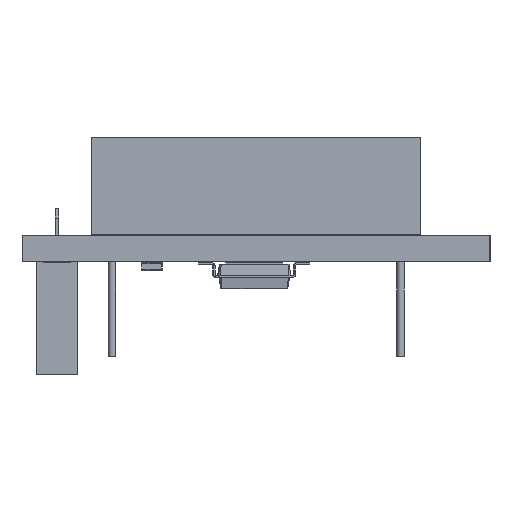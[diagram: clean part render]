
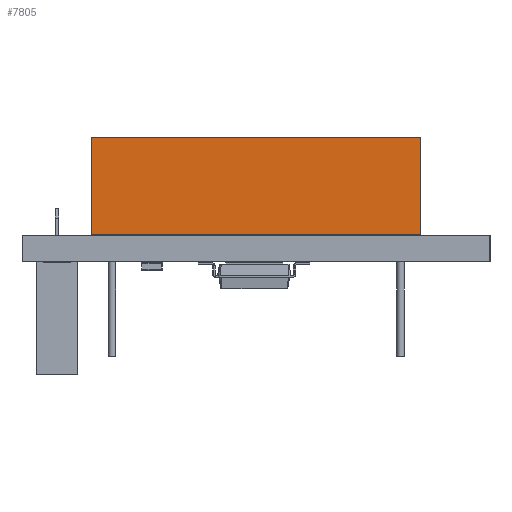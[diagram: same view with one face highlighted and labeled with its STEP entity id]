
A CAD part, left-side view. The second image highlights one B-rep face of the part: STEP entity #7805.
In plain terms, the highlighted face is planar.
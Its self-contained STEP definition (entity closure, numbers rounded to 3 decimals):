
#154 = PLANE('',#155);
#155 = AXIS2_PLACEMENT_3D('',#156,#157,#158);
#156 = CARTESIAN_POINT('',(0.,5.9,0.));
#157 = DIRECTION('',(0.,1.,0.));
#158 = DIRECTION('',(0.,-0.,1.));
#6238 = PLANE('',#6239);
#6239 = AXIS2_PLACEMENT_3D('',#6240,#6241,#6242);
#6240 = CARTESIAN_POINT('',(0.,0.,0.));
#6241 = DIRECTION('',(0.,1.,0.));
#6242 = DIRECTION('',(1.,0.,0.));
#7669 = PLANE('',#7670);
#7670 = AXIS2_PLACEMENT_3D('',#7671,#7672,#7673);
#7671 = CARTESIAN_POINT('',(-10.,0.,-10.));
#7672 = DIRECTION('',(-1.,0.,0.));
#7673 = DIRECTION('',(0.,0.,1.));
#7718 = PLANE('',#7719);
#7719 = AXIS2_PLACEMENT_3D('',#7720,#7721,#7722);
#7720 = CARTESIAN_POINT('',(10.,0.,10.));
#7721 = DIRECTION('',(1.,0.,0.));
#7722 = DIRECTION('',(0.,0.,-1.));
#7734 = VERTEX_POINT('',#7735);
#7735 = CARTESIAN_POINT('',(10.,0.,10.));
#7758 = VERTEX_POINT('',#7759);
#7759 = CARTESIAN_POINT('',(10.,5.9,10.));
#7780 = EDGE_CURVE('',#7734,#7758,#7781,.T.);
#7781 = SURFACE_CURVE('',#7782,(#7786,#7793),.PCURVE_S1.);
#7782 = LINE('',#7783,#7784);
#7783 = CARTESIAN_POINT('',(10.,0.,10.));
#7784 = VECTOR('',#7785,1.);
#7785 = DIRECTION('',(0.,1.,0.));
#7786 = PCURVE('',#7718,#7787);
#7787 = DEFINITIONAL_REPRESENTATION('',(#7788),#7792);
#7788 = LINE('',#7789,#7790);
#7789 = CARTESIAN_POINT('',(0.,0.));
#7790 = VECTOR('',#7791,1.);
#7791 = DIRECTION('',(0.,1.));
#7792 = ( GEOMETRIC_REPRESENTATION_CONTEXT(2) 
PARAMETRIC_REPRESENTATION_CONTEXT() REPRESENTATION_CONTEXT('2D SPACE',''
  ) );
#7793 = PCURVE('',#7794,#7799);
#7794 = PLANE('',#7795);
#7795 = AXIS2_PLACEMENT_3D('',#7796,#7797,#7798);
#7796 = CARTESIAN_POINT('',(-10.,0.,10.));
#7797 = DIRECTION('',(0.,0.,1.));
#7798 = DIRECTION('',(1.,0.,-0.));
#7799 = DEFINITIONAL_REPRESENTATION('',(#7800),#7804);
#7800 = LINE('',#7801,#7802);
#7801 = CARTESIAN_POINT('',(20.,0.));
#7802 = VECTOR('',#7803,1.);
#7803 = DIRECTION('',(0.,1.));
#7804 = ( GEOMETRIC_REPRESENTATION_CONTEXT(2) 
PARAMETRIC_REPRESENTATION_CONTEXT() REPRESENTATION_CONTEXT('2D SPACE',''
  ) );
#7805 = ADVANCED_FACE('',(#7806),#7794,.T.);
#7806 = FACE_BOUND('',#7807,.T.);
#7807 = EDGE_LOOP('',(#7808,#7831,#7832,#7855));
#7808 = ORIENTED_EDGE('',*,*,#7809,.F.);
#7809 = EDGE_CURVE('',#7734,#7810,#7812,.T.);
#7810 = VERTEX_POINT('',#7811);
#7811 = CARTESIAN_POINT('',(-10.,0.,10.));
#7812 = SURFACE_CURVE('',#7813,(#7817,#7824),.PCURVE_S1.);
#7813 = LINE('',#7814,#7815);
#7814 = CARTESIAN_POINT('',(-7.5,0.,10.));
#7815 = VECTOR('',#7816,1.);
#7816 = DIRECTION('',(-1.,0.,0.));
#7817 = PCURVE('',#7794,#7818);
#7818 = DEFINITIONAL_REPRESENTATION('',(#7819),#7823);
#7819 = LINE('',#7820,#7821);
#7820 = CARTESIAN_POINT('',(2.5,0.));
#7821 = VECTOR('',#7822,1.);
#7822 = DIRECTION('',(-1.,0.));
#7823 = ( GEOMETRIC_REPRESENTATION_CONTEXT(2) 
PARAMETRIC_REPRESENTATION_CONTEXT() REPRESENTATION_CONTEXT('2D SPACE',''
  ) );
#7824 = PCURVE('',#6238,#7825);
#7825 = DEFINITIONAL_REPRESENTATION('',(#7826),#7830);
#7826 = LINE('',#7827,#7828);
#7827 = CARTESIAN_POINT('',(-7.5,-10.));
#7828 = VECTOR('',#7829,1.);
#7829 = DIRECTION('',(-1.,0.));
#7830 = ( GEOMETRIC_REPRESENTATION_CONTEXT(2) 
PARAMETRIC_REPRESENTATION_CONTEXT() REPRESENTATION_CONTEXT('2D SPACE',''
  ) );
#7831 = ORIENTED_EDGE('',*,*,#7780,.T.);
#7832 = ORIENTED_EDGE('',*,*,#7833,.F.);
#7833 = EDGE_CURVE('',#7834,#7758,#7836,.T.);
#7834 = VERTEX_POINT('',#7835);
#7835 = CARTESIAN_POINT('',(-10.,5.9,10.));
#7836 = SURFACE_CURVE('',#7837,(#7841,#7848),.PCURVE_S1.);
#7837 = LINE('',#7838,#7839);
#7838 = CARTESIAN_POINT('',(-7.5,5.9,10.));
#7839 = VECTOR('',#7840,1.);
#7840 = DIRECTION('',(1.,0.,0.));
#7841 = PCURVE('',#7794,#7842);
#7842 = DEFINITIONAL_REPRESENTATION('',(#7843),#7847);
#7843 = LINE('',#7844,#7845);
#7844 = CARTESIAN_POINT('',(2.5,5.9));
#7845 = VECTOR('',#7846,1.);
#7846 = DIRECTION('',(1.,0.));
#7847 = ( GEOMETRIC_REPRESENTATION_CONTEXT(2) 
PARAMETRIC_REPRESENTATION_CONTEXT() REPRESENTATION_CONTEXT('2D SPACE',''
  ) );
#7848 = PCURVE('',#154,#7849);
#7849 = DEFINITIONAL_REPRESENTATION('',(#7850),#7854);
#7850 = LINE('',#7851,#7852);
#7851 = CARTESIAN_POINT('',(10.,-7.5));
#7852 = VECTOR('',#7853,1.);
#7853 = DIRECTION('',(0.,1.));
#7854 = ( GEOMETRIC_REPRESENTATION_CONTEXT(2) 
PARAMETRIC_REPRESENTATION_CONTEXT() REPRESENTATION_CONTEXT('2D SPACE',''
  ) );
#7855 = ORIENTED_EDGE('',*,*,#7856,.F.);
#7856 = EDGE_CURVE('',#7810,#7834,#7857,.T.);
#7857 = SURFACE_CURVE('',#7858,(#7862,#7869),.PCURVE_S1.);
#7858 = LINE('',#7859,#7860);
#7859 = CARTESIAN_POINT('',(-10.,0.,10.));
#7860 = VECTOR('',#7861,1.);
#7861 = DIRECTION('',(0.,1.,0.));
#7862 = PCURVE('',#7794,#7863);
#7863 = DEFINITIONAL_REPRESENTATION('',(#7864),#7868);
#7864 = LINE('',#7865,#7866);
#7865 = CARTESIAN_POINT('',(0.,0.));
#7866 = VECTOR('',#7867,1.);
#7867 = DIRECTION('',(0.,1.));
#7868 = ( GEOMETRIC_REPRESENTATION_CONTEXT(2) 
PARAMETRIC_REPRESENTATION_CONTEXT() REPRESENTATION_CONTEXT('2D SPACE',''
  ) );
#7869 = PCURVE('',#7669,#7870);
#7870 = DEFINITIONAL_REPRESENTATION('',(#7871),#7875);
#7871 = LINE('',#7872,#7873);
#7872 = CARTESIAN_POINT('',(20.,0.));
#7873 = VECTOR('',#7874,1.);
#7874 = DIRECTION('',(0.,1.));
#7875 = ( GEOMETRIC_REPRESENTATION_CONTEXT(2) 
PARAMETRIC_REPRESENTATION_CONTEXT() REPRESENTATION_CONTEXT('2D SPACE',''
  ) );
